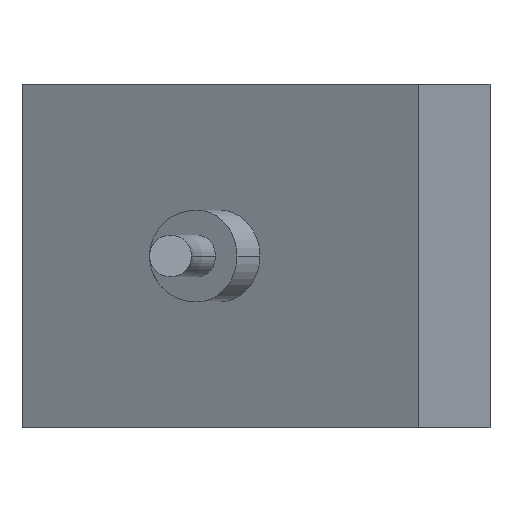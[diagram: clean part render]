
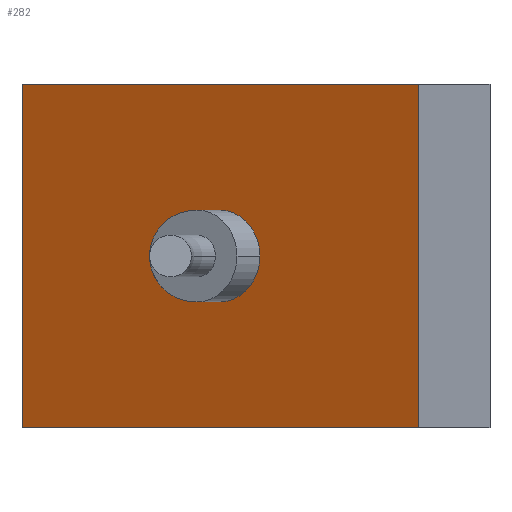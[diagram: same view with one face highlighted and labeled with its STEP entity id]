
A CAD part, front view. The second image highlights one B-rep face of the part: STEP entity #282.
In plain terms, the highlighted planar face has unit normal (-0.5, -0.866, 0).
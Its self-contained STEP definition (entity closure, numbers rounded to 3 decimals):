
#3 = EDGE_LOOP ( 'NONE', ( #62, #154, #421, #615, #108, #427 ) ) ;
#11 = ORIENTED_EDGE ( 'NONE', *, *, #436, .T. ) ;
#16 = ORIENTED_EDGE ( 'NONE', *, *, #254, .T. ) ;
#17 = CARTESIAN_POINT ( 'NONE',  ( -0.336, 189.639, -8. ) ) ;
#21 = LINE ( 'NONE', #196, #510 ) ;
#29 = CARTESIAN_POINT ( 'NONE',  ( 43.33, 164.428, 30. ) ) ;
#34 = EDGE_CURVE ( 'NONE', #355, #72, #503, .T. ) ;
#46 = CARTESIAN_POINT ( 'NONE',  ( 8.689, 184.428, 8. ) ) ;
#49 = CARTESIAN_POINT ( 'NONE',  ( -25.952, 204.428, 30. ) ) ;
#60 = CIRCLE ( 'NONE', #255, 8. ) ;
#62 = ORIENTED_EDGE ( 'NONE', *, *, #580, .T. ) ;
#72 = VERTEX_POINT ( 'NONE', #434 ) ;
#76 = FACE_BOUND ( 'NONE', #3, .T. ) ;
#82 = LINE ( 'NONE', #133, #640 ) ;
#83 = VERTEX_POINT ( 'NONE', #271 ) ;
#89 = LINE ( 'NONE', #145, #237 ) ;
#99 = CIRCLE ( 'NONE', #223, 8. ) ;
#103 = LINE ( 'NONE', #353, #606 ) ;
#108 = ORIENTED_EDGE ( 'NONE', *, *, #34, .F. ) ;
#113 = CARTESIAN_POINT ( 'NONE',  ( 4.35, 186.933, -8. ) ) ;
#128 = LINE ( 'NONE', #202, #330 ) ;
#129 = DIRECTION ( 'NONE',  ( -0.866, 0.5, 0. ) ) ;
#133 = CARTESIAN_POINT ( 'NONE',  ( -25.952, 204.428, 30. ) ) ;
#140 = CARTESIAN_POINT ( 'NONE',  ( -25.952, 204.428, -30. ) ) ;
#144 = CARTESIAN_POINT ( 'NONE',  ( 4.35, 186.933, 8. ) ) ;
#145 = CARTESIAN_POINT ( 'NONE',  ( 82.032, 142.084, -8. ) ) ;
#154 = ORIENTED_EDGE ( 'NONE', *, *, #627, .T. ) ;
#172 = EDGE_CURVE ( 'NONE', #506, #529, #99, .T. ) ;
#174 = VERTEX_POINT ( 'NONE', #29 ) ;
#176 = FACE_OUTER_BOUND ( 'NONE', #541, .T. ) ;
#177 = PLANE ( 'NONE',  #448 ) ;
#196 = CARTESIAN_POINT ( 'NONE',  ( 82.032, 142.084, 8. ) ) ;
#202 = CARTESIAN_POINT ( 'NONE',  ( 43.33, 164.428, 30. ) ) ;
#218 = CARTESIAN_POINT ( 'NONE',  ( -3.65, 191.552, 0. ) ) ;
#219 = CARTESIAN_POINT ( 'NONE',  ( 8.689, 184.428, 30. ) ) ;
#223 = AXIS2_PLACEMENT_3D ( 'NONE', #389, #335, #129 ) ;
#228 = DIRECTION ( 'NONE',  ( 0.5, 0.866, 0. ) ) ;
#237 = VECTOR ( 'NONE', #455, 1000. ) ;
#245 = CARTESIAN_POINT ( 'NONE',  ( -3.65, 191.552, 0. ) ) ;
#249 = VECTOR ( 'NONE', #560, 1000. ) ;
#254 = EDGE_CURVE ( 'NONE', #443, #303, #82, .T. ) ;
#255 = AXIS2_PLACEMENT_3D ( 'NONE', #512, #658, #414 ) ;
#259 = ORIENTED_EDGE ( 'NONE', *, *, #641, .F. ) ;
#271 = CARTESIAN_POINT ( 'NONE',  ( 4.35, 186.933, 8. ) ) ;
#282 = ADVANCED_FACE ( 'NONE', ( #176, #76 ), #177, .F. ) ;
#296 = CARTESIAN_POINT ( 'NONE',  ( 43.33, 164.428, -30. ) ) ;
#303 = VERTEX_POINT ( 'NONE', #140 ) ;
#305 = DIRECTION ( 'NONE',  ( 0., 0., -1. ) ) ;
#316 = CARTESIAN_POINT ( 'NONE',  ( -3.65, 191.552, -4.686 ) ) ;
#330 = VECTOR ( 'NONE', #305, 1000. ) ;
#335 = DIRECTION ( 'NONE',  ( 0.5, 0.866, 0. ) ) ;
#353 = CARTESIAN_POINT ( 'NONE',  ( 8.689, 184.428, -30. ) ) ;
#355 = VERTEX_POINT ( 'NONE', #494 ) ;
#370 =( BOUNDED_CURVE ( )  B_SPLINE_CURVE ( 3, ( #144, #548, #650, #245 ),
 .UNSPECIFIED., .F., .T. ) 
 B_SPLINE_CURVE_WITH_KNOTS ( ( 4, 4 ),
 ( 1.571, 3.142 ),
 .UNSPECIFIED. ) 
 CURVE ( )  GEOMETRIC_REPRESENTATION_ITEM ( )  RATIONAL_B_SPLINE_CURVE ( ( 1., 0.805, 0.805, 1. ) ) 
 REPRESENTATION_ITEM ( '' )  );
#389 = CARTESIAN_POINT ( 'NONE',  ( 8.689, 184.428, 0. ) ) ;
#414 = DIRECTION ( 'NONE',  ( -0.866, 0.5, 0. ) ) ;
#421 = ORIENTED_EDGE ( 'NONE', *, *, #172, .T. ) ;
#427 = ORIENTED_EDGE ( 'NONE', *, *, #520, .F. ) ;
#434 = CARTESIAN_POINT ( 'NONE',  ( 4.35, 186.933, -8. ) ) ;
#436 = EDGE_CURVE ( 'NONE', #303, #525, #103, .T. ) ;
#439 = DIRECTION ( 'NONE',  ( 0., 0., -1. ) ) ;
#443 = VERTEX_POINT ( 'NONE', #502 ) ;
#448 = AXIS2_PLACEMENT_3D ( 'NONE', #219, #228, #581 ) ;
#453 = DIRECTION ( 'NONE',  ( 0.866, -0.5, 0. ) ) ;
#455 = DIRECTION ( 'NONE',  ( 0.866, -0.5, 0. ) ) ;
#457 = DIRECTION ( 'NONE',  ( 0.866, -0.5, 0. ) ) ;
#461 = LINE ( 'NONE', #49, #249 ) ;
#464 = ORIENTED_EDGE ( 'NONE', *, *, #552, .F. ) ;
#468 = EDGE_CURVE ( 'NONE', #72, #529, #89, .T. ) ;
#494 = CARTESIAN_POINT ( 'NONE',  ( -3.65, 191.552, 0. ) ) ;
#502 = CARTESIAN_POINT ( 'NONE',  ( -25.952, 204.428, 30. ) ) ;
#503 =( BOUNDED_CURVE ( )  B_SPLINE_CURVE ( 3, ( #218, #316, #17, #113 ),
 .UNSPECIFIED., .F., .T. ) 
 B_SPLINE_CURVE_WITH_KNOTS ( ( 4, 4 ),
 ( 0., 1.571 ),
 .UNSPECIFIED. ) 
 CURVE ( )  GEOMETRIC_REPRESENTATION_ITEM ( )  RATIONAL_B_SPLINE_CURVE ( ( 1., 0.805, 0.805, 1. ) ) 
 REPRESENTATION_ITEM ( '' )  );
#506 = VERTEX_POINT ( 'NONE', #509 ) ;
#509 = CARTESIAN_POINT ( 'NONE',  ( 15.617, 180.428, 0. ) ) ;
#510 = VECTOR ( 'NONE', #457, 1000. ) ;
#512 = CARTESIAN_POINT ( 'NONE',  ( 8.689, 184.428, 0. ) ) ;
#520 = EDGE_CURVE ( 'NONE', #83, #355, #370, .T. ) ;
#525 = VERTEX_POINT ( 'NONE', #296 ) ;
#529 = VERTEX_POINT ( 'NONE', #649 ) ;
#541 = EDGE_LOOP ( 'NONE', ( #11, #464, #259, #16 ) ) ;
#548 = CARTESIAN_POINT ( 'NONE',  ( -0.336, 189.639, 8. ) ) ;
#552 = EDGE_CURVE ( 'NONE', #174, #525, #128, .T. ) ;
#560 = DIRECTION ( 'NONE',  ( 0.866, -0.5, 0. ) ) ;
#580 = EDGE_CURVE ( 'NONE', #83, #593, #21, .T. ) ;
#581 = DIRECTION ( 'NONE',  ( -0.866, 0.5, 0. ) ) ;
#593 = VERTEX_POINT ( 'NONE', #46 ) ;
#606 = VECTOR ( 'NONE', #453, 1000. ) ;
#615 = ORIENTED_EDGE ( 'NONE', *, *, #468, .F. ) ;
#627 = EDGE_CURVE ( 'NONE', #593, #506, #60, .T. ) ;
#640 = VECTOR ( 'NONE', #439, 1000. ) ;
#641 = EDGE_CURVE ( 'NONE', #443, #174, #461, .T. ) ;
#649 = CARTESIAN_POINT ( 'NONE',  ( 8.689, 184.428, -8. ) ) ;
#650 = CARTESIAN_POINT ( 'NONE',  ( -3.65, 191.552, 4.686 ) ) ;
#658 = DIRECTION ( 'NONE',  ( 0.5, 0.866, 0. ) ) ;
